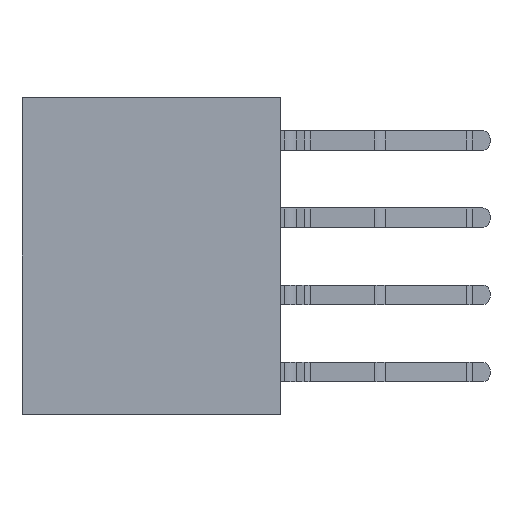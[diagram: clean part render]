
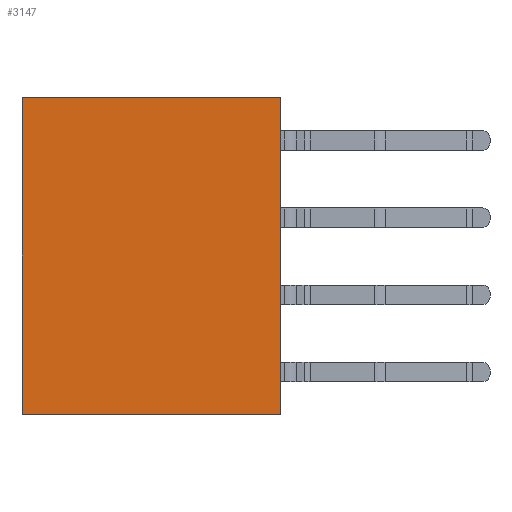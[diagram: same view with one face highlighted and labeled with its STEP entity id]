
A CAD part, left-side view. The second image highlights one B-rep face of the part: STEP entity #3147.
In plain terms, the highlighted planar face has unit normal (-1, 0, 0).
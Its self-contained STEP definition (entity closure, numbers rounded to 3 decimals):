
#19=DIRECTION('',(0.,0.,1.));
#20=VECTOR('',#19,10.41);
#21=CARTESIAN_POINT('',(-2.5,4.25,-1.395));
#22=LINE('',#21,#20);
#27=DIRECTION('',(0.,-1.,0.));
#28=VECTOR('',#27,8.5);
#29=CARTESIAN_POINT('',(-2.5,4.25,-1.395));
#30=LINE('',#29,#28);
#412=DIRECTION('',(0.,0.,1.));
#413=VECTOR('',#412,10.41);
#414=CARTESIAN_POINT('',(-2.5,-4.25,-1.395));
#415=LINE('',#414,#413);
#440=DIRECTION('',(0.,-1.,0.));
#441=VECTOR('',#440,8.5);
#442=CARTESIAN_POINT('',(-2.5,4.25,9.015));
#443=LINE('',#442,#441);
#2717=CARTESIAN_POINT('',(-2.5,4.25,-1.395));
#2719=VERTEX_POINT('',#2717);
#2720=CARTESIAN_POINT('',(-2.5,4.25,9.015));
#2722=VERTEX_POINT('',#2720);
#2726=CARTESIAN_POINT('',(-2.5,-4.25,-1.395));
#2727=VERTEX_POINT('',#2726);
#2728=CARTESIAN_POINT('',(-2.5,-4.25,9.015));
#2729=VERTEX_POINT('',#2728);
#3132=CARTESIAN_POINT('',(-2.5,0.,0.));
#3133=DIRECTION('',(1.,0.,0.));
#3134=DIRECTION('',(0.,0.,-1.));
#3135=AXIS2_PLACEMENT_3D('',#3132,#3133,#3134);
#3136=PLANE('',#3135);
#3138=ORIENTED_EDGE('',*,*,#3137,.T.);
#3140=ORIENTED_EDGE('',*,*,#3139,.T.);
#3142=ORIENTED_EDGE('',*,*,#3141,.F.);
#3144=ORIENTED_EDGE('',*,*,#3143,.F.);
#3145=EDGE_LOOP('',(#3138,#3140,#3142,#3144));
#3146=FACE_OUTER_BOUND('',#3145,.F.);
#3147=ADVANCED_FACE('',(#3146),#3136,.F.);
#3137=EDGE_CURVE('',#2719,#2722,#22,.T.);
#3139=EDGE_CURVE('',#2722,#2729,#443,.T.);
#3141=EDGE_CURVE('',#2727,#2729,#415,.T.);
#3143=EDGE_CURVE('',#2719,#2727,#30,.T.);
